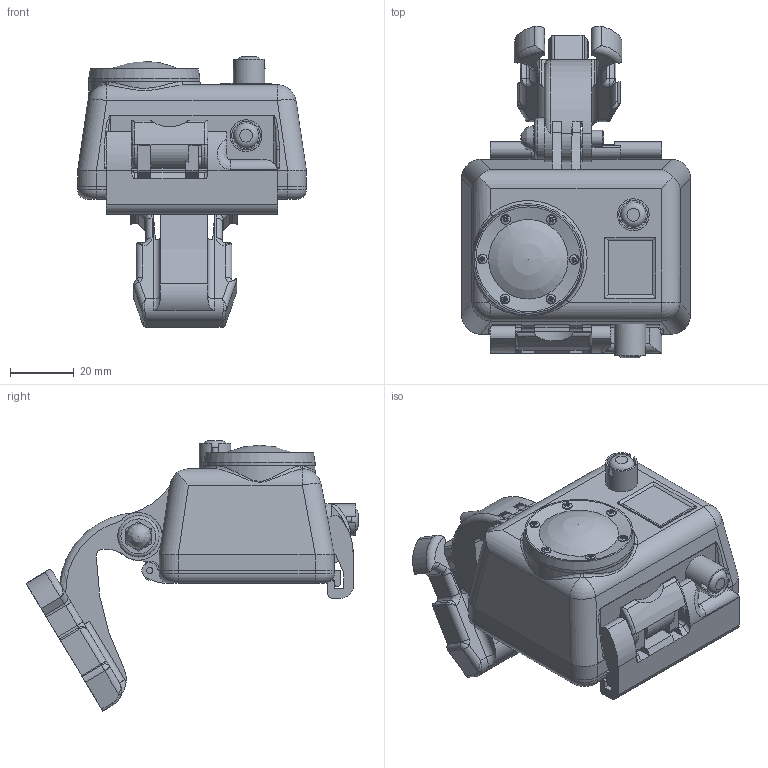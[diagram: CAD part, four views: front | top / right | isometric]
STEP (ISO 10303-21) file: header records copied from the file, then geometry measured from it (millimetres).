
FILE_DESCRIPTION(('STEP AP214'),'1');
FILE_NAME('Camera.stp','2011-12-13T07:36:05',(' '),(' '),'Spatial InterOp 3D',' ',' ');
FILE_SCHEMA(('automotive_design'));
Length unit declared in the file: metre
Products named in the file (33): B_jt f_ste; Böjt fäste; MHM M5; SK6S M5x20; Kameran; Hake; Hake A; Hake B; Lock komplett; Snäpp axel; Kuddar; Part89; Part88; Tätning; Lock; Fr_mre case komplett; Part82; Part83; MKFZ-Z M2.0x5; Linsskydd; Linshållare; Komplett kamera; Kamerahus; Linshus; SD-kort; Anslutning; Stickkontakt; USB; Bussning; Lins; Display; LED
Assembly tree (40 placements, depth 4):
  Kameran
    B_jt f_ste
      Böjt fäste
      MHM M5
      SK6S M5x20
    Hake
      Hake A
      Hake B
    Lock komplett
      Snäpp axel
      Kuddar
        Part89  x2
        Part88
      Tätning
      Lock
    Fr_mre case komplett
      Part82  x2
      Part83
      MKFZ-Z M2.0x5  x6
      Linsskydd
      Tätning
      Linshållare
    Komplett kamera
      Kamerahus
      Linshus
      SD-kort
      Anslutning
      Stickkontakt  x2
      USB
      Bussning
      Lins
      Display
      LED
Bounding box: 72 x 104.46 x 85.09 mm (x, y, z)
Volume: 150830.6 mm3; surface area: 73186.8 mm2
Topology: 35 solids, 35 shells, 1145 faces, 2979 edges, 1902 vertices
Faces by surface type: plane 677, cylinder 367, cone 34, torus 31, sphere 19, bspline 17
Full cylindrical faces by diameter (mm): 1 x6, 1.6 x6, 2 x7, 2.15 x6, 2.5 x6, 3 x3, 3.04 x6, 3.94 x2, 4 x2, 4.82 x1, 5 x7, 6 x1, 6.995 x1, 7 x1, 8 x1, 9 x2, 10 x3, 13 x1, 17 x1, 17.118 x1, 18.99 x1, 19 x1, 20 x2, 28 x1, 34.995 x1
Entity records: 35448 total; most frequent: CARTESIAN_POINT 7905, DIRECTION 4390, ORIENTED_EDGE 4024, EDGE_CURVE 2012, AXIS2_PLACEMENT_3D 1631, VERTEX_POINT 1325, LINE 1128, VECTOR 1128
